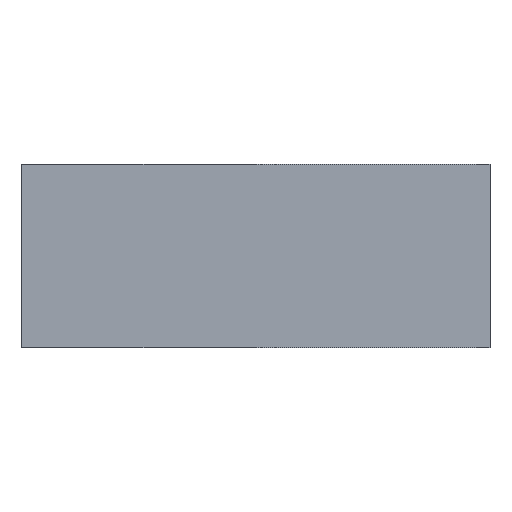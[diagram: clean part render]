
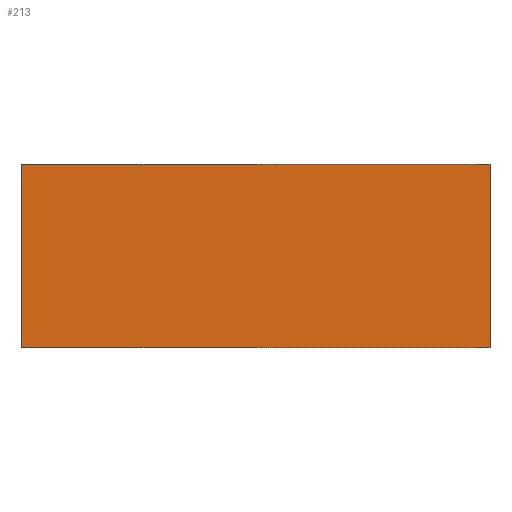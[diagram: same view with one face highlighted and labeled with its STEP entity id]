
A CAD part, left-side view. The second image highlights one B-rep face of the part: STEP entity #213.
In plain terms, the highlighted planar face has unit normal (-1, 0, 0).
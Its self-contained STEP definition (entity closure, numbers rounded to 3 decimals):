
#30 = DIRECTION ( 'NONE',  ( 0., 1., 0. ) ) ;
#49 = DIRECTION ( 'NONE',  ( 0., -1., 0. ) ) ;
#65 = DIRECTION ( 'NONE',  ( 0., 0., 1. ) ) ;
#93 = DIRECTION ( 'NONE',  ( 0., 0., -1. ) ) ;
#99 = ORIENTED_EDGE ( 'NONE', *, *, #248, .F. ) ;
#116 = CARTESIAN_POINT ( 'NONE',  ( 23., 46., -10. ) ) ;
#135 = CARTESIAN_POINT ( 'NONE',  ( 23., -5., -10. ) ) ;
#153 = VERTEX_POINT ( 'NONE', #325 ) ;
#167 = VERTEX_POINT ( 'NONE', #495 ) ;
#186 = VECTOR ( 'NONE', #65, 1000. ) ;
#198 = DIRECTION ( 'NONE',  ( 1., 0., 0. ) ) ;
#201 = ORIENTED_EDGE ( 'NONE', *, *, #646, .F. ) ;
#213 = ADVANCED_FACE ( 'NONE', ( #405 ), #396, .F. ) ;
#214 = VECTOR ( 'NONE', #568, 1000. ) ;
#246 = VERTEX_POINT ( 'NONE', #350 ) ;
#248 = EDGE_CURVE ( 'NONE', #400, #153, #553, .T. ) ;
#297 = CARTESIAN_POINT ( 'NONE',  ( 23., 0., 0. ) ) ;
#302 = CARTESIAN_POINT ( 'NONE',  ( 23., -5., -10. ) ) ;
#316 = EDGE_CURVE ( 'NONE', #153, #246, #571, .T. ) ;
#325 = CARTESIAN_POINT ( 'NONE',  ( 23., -5., 10. ) ) ;
#333 = VECTOR ( 'NONE', #30, 1000. ) ;
#350 = CARTESIAN_POINT ( 'NONE',  ( 23., -5., -10. ) ) ;
#355 = EDGE_LOOP ( 'NONE', ( #201, #364, #99, #521 ) ) ;
#357 = LINE ( 'NONE', #116, #186 ) ;
#364 = ORIENTED_EDGE ( 'NONE', *, *, #316, .F. ) ;
#393 = CARTESIAN_POINT ( 'NONE',  ( 23., -5., 10. ) ) ;
#396 = PLANE ( 'NONE',  #522 ) ;
#400 = VERTEX_POINT ( 'NONE', #470 ) ;
#401 = VECTOR ( 'NONE', #49, 1000. ) ;
#405 = FACE_OUTER_BOUND ( 'NONE', #355, .T. ) ;
#426 = EDGE_CURVE ( 'NONE', #167, #400, #357, .T. ) ;
#470 = CARTESIAN_POINT ( 'NONE',  ( 23., 46., 10. ) ) ;
#495 = CARTESIAN_POINT ( 'NONE',  ( 23., 46., -10. ) ) ;
#501 = LINE ( 'NONE', #135, #333 ) ;
#521 = ORIENTED_EDGE ( 'NONE', *, *, #426, .F. ) ;
#522 = AXIS2_PLACEMENT_3D ( 'NONE', #297, #198, #93 ) ;
#553 = LINE ( 'NONE', #393, #401 ) ;
#568 = DIRECTION ( 'NONE',  ( 0., 0., -1. ) ) ;
#571 = LINE ( 'NONE', #302, #214 ) ;
#646 = EDGE_CURVE ( 'NONE', #246, #167, #501, .T. ) ;
